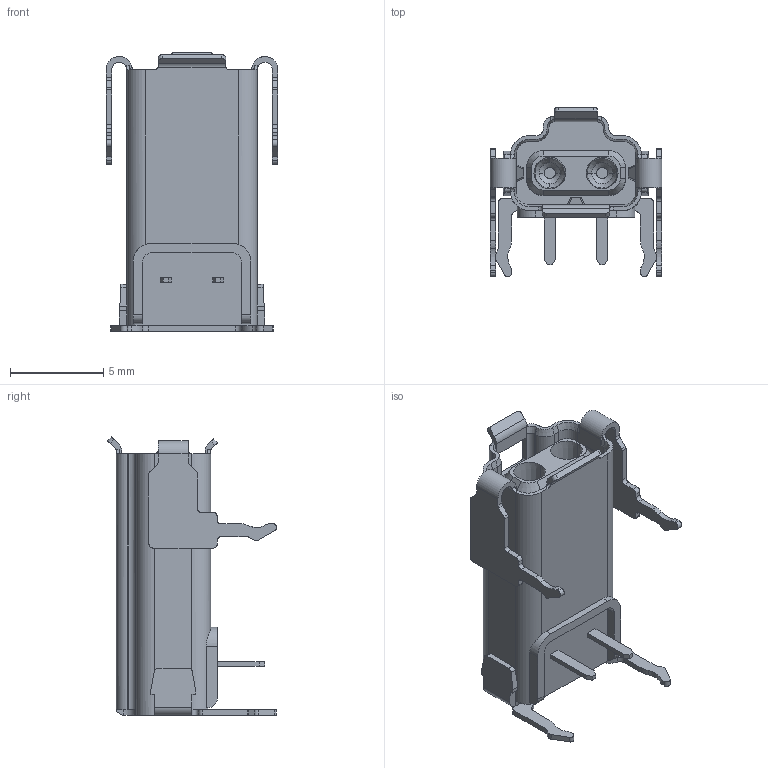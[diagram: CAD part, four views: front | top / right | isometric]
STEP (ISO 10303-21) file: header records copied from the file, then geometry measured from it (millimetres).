
FILE_DESCRIPTION (( 'STEP AP214' ), '1' );
FILE_NAME ('MSPEJ2L0B00.STEP', '2024-11-27T11:30:49', ( '' ), ( '' ), 'SwSTEP 2.0', 'SolidWorks 2021', '' );
FILE_SCHEMA (( 'AUTOMOTIVE_DESIGN' ));
Length unit declared in the file: millimetre
Products named in the file (1): MSPEJ2L0B00
Bounding box: 9.2 x 9.04 x 14.9 mm (x, y, z)
Volume: 357.3 mm3; surface area: 734.1 mm2
Topology: 1 solids, 1 shells, 495 faces, 1321 edges, 844 vertices
Faces by surface type: plane 257, cylinder 156, bspline 51, cone 25, torus 6
Entity records: 17209 total; most frequent: CARTESIAN_POINT 5699, ORIENTED_EDGE 2642, DIRECTION 1962, EDGE_CURVE 1321, LINE 848, VECTOR 848, VERTEX_POINT 844, AXIS2_PLACEMENT_3D 557
